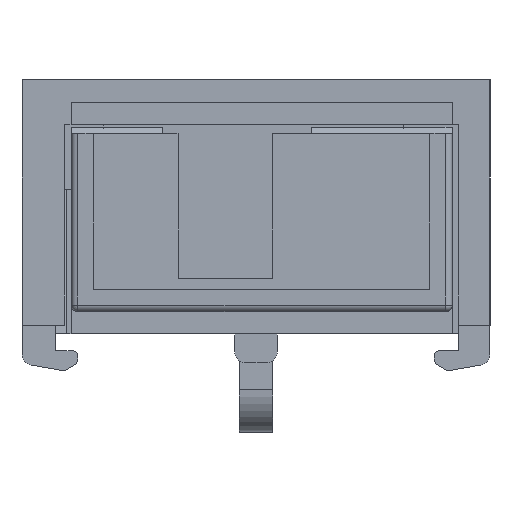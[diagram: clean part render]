
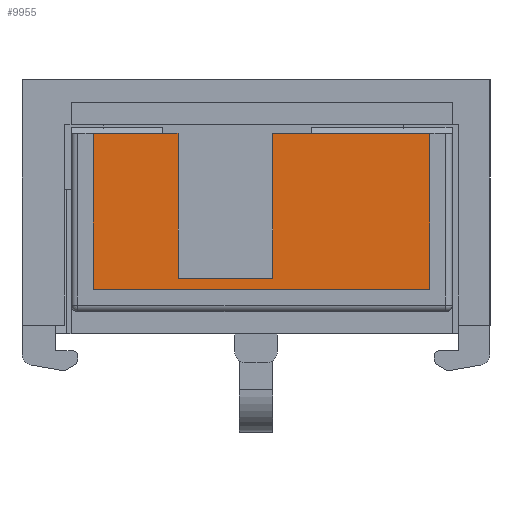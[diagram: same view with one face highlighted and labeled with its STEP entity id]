
A CAD part, left-side view. The second image highlights one B-rep face of the part: STEP entity #9955.
In plain terms, the highlighted planar face has unit normal (-1, 0, 0).
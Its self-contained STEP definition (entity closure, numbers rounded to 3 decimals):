
#1374=DIRECTION('',(0.,-1.,0.));
#1375=VECTOR('',#1374,3.8);
#1376=CARTESIAN_POINT('',(-56.662,38.382,8.6));
#1377=LINE('',#1376,#1375);
#1395=DIRECTION('',(0.,0.,-1.));
#1396=VECTOR('',#1395,6.5);
#1397=CARTESIAN_POINT('',(-56.662,34.582,8.6));
#1398=LINE('',#1397,#1396);
#1407=DIRECTION('',(0.,-1.,0.));
#1408=VECTOR('',#1407,4.25);
#1409=CARTESIAN_POINT('',(-56.662,34.582,2.1));
#1410=LINE('',#1409,#1408);
#1419=DIRECTION('',(0.,0.,1.));
#1420=VECTOR('',#1419,6.5);
#1421=CARTESIAN_POINT('',(-56.662,30.332,2.1));
#1422=LINE('',#1421,#1420);
#1440=DIRECTION('',(0.,-1.,0.));
#1441=VECTOR('',#1440,7.05);
#1442=CARTESIAN_POINT('',(-56.662,30.332,8.6));
#1443=LINE('',#1442,#1441);
#2005=DIRECTION('',(0.,0.,1.));
#2006=VECTOR('',#2005,7.);
#2007=CARTESIAN_POINT('',(-56.662,38.382,1.6));
#2008=LINE('',#2007,#2006);
#2009=DIRECTION('',(0.,0.,-1.));
#2010=VECTOR('',#2009,7.);
#2011=CARTESIAN_POINT('',(-56.662,23.282,8.6));
#2012=LINE('',#2011,#2010);
#2013=DIRECTION('',(0.,1.,0.));
#2014=VECTOR('',#2013,15.1);
#2015=CARTESIAN_POINT('',(-56.662,23.282,1.6));
#2016=LINE('',#2015,#2014);
#5104=CARTESIAN_POINT('',(-56.662,23.282,8.6));
#5105=VERTEX_POINT('',#5104);
#5106=CARTESIAN_POINT('',(-56.662,23.282,1.6));
#5107=VERTEX_POINT('',#5106);
#5108=CARTESIAN_POINT('',(-56.662,38.382,1.6));
#5109=VERTEX_POINT('',#5108);
#5366=CARTESIAN_POINT('',(-56.662,30.332,2.1));
#5367=CARTESIAN_POINT('',(-56.662,30.332,8.6));
#5368=VERTEX_POINT('',#5366);
#5369=VERTEX_POINT('',#5367);
#5370=CARTESIAN_POINT('',(-56.662,34.582,2.1));
#5371=VERTEX_POINT('',#5370);
#5372=CARTESIAN_POINT('',(-56.662,34.582,8.6));
#5373=VERTEX_POINT('',#5372);
#5374=CARTESIAN_POINT('',(-56.662,38.382,8.6));
#5375=VERTEX_POINT('',#5374);
#9938=CARTESIAN_POINT('',(-56.662,30.832,5.1));
#9939=DIRECTION('',(1.,0.,0.));
#9940=DIRECTION('',(0.,-1.,0.));
#9941=AXIS2_PLACEMENT_3D('',#9938,#9939,#9940);
#9942=PLANE('',#9941);
#9943=ORIENTED_EDGE('',*,*,#8722,.T.);
#9944=ORIENTED_EDGE('',*,*,#8748,.T.);
#9945=ORIENTED_EDGE('',*,*,#8774,.T.);
#9946=ORIENTED_EDGE('',*,*,#8809,.T.);
#9948=ORIENTED_EDGE('',*,*,#9947,.T.);
#9950=ORIENTED_EDGE('',*,*,#9949,.T.);
#9951=ORIENTED_EDGE('',*,*,#9917,.T.);
#9952=ORIENTED_EDGE('',*,*,#8692,.T.);
#9953=EDGE_LOOP('',(#9943,#9944,#9945,#9946,#9948,#9950,#9951,#9952));
#9954=FACE_OUTER_BOUND('',#9953,.F.);
#8692=EDGE_CURVE('',#5375,#5373,#1377,.T.);
#8722=EDGE_CURVE('',#5373,#5371,#1398,.T.);
#8748=EDGE_CURVE('',#5371,#5368,#1410,.T.);
#8774=EDGE_CURVE('',#5368,#5369,#1422,.T.);
#8809=EDGE_CURVE('',#5369,#5105,#1443,.T.);
#9917=EDGE_CURVE('',#5109,#5375,#2008,.T.);
#9947=EDGE_CURVE('',#5105,#5107,#2012,.T.);
#9949=EDGE_CURVE('',#5107,#5109,#2016,.T.);
#9955=ADVANCED_FACE('',(#9954),#9942,.F.);
